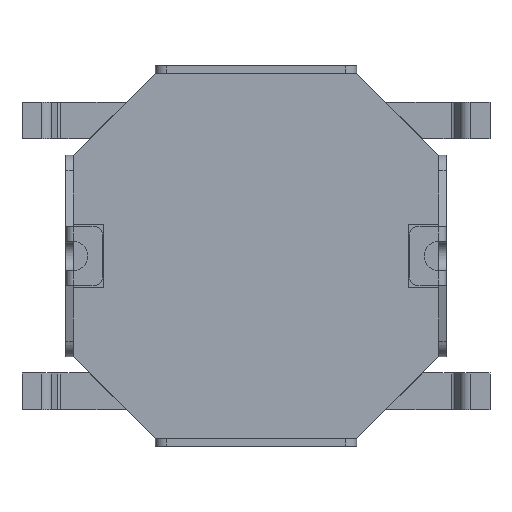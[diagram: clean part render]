
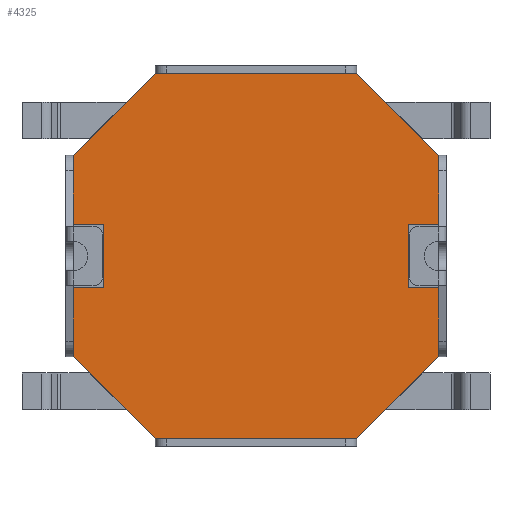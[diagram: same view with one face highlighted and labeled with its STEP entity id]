
A CAD part, front view. The second image highlights one B-rep face of the part: STEP entity #4325.
In plain terms, the highlighted planar face has unit normal (0, -1, 0).
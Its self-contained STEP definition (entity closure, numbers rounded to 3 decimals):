
#147 = VERTEX_POINT ( 'NONE', #4139 ) ;
#231 = ORIENTED_EDGE ( 'NONE', *, *, #1701, .T. ) ;
#233 = VERTEX_POINT ( 'NONE', #2060 ) ;
#274 = DIRECTION ( 'NONE',  ( -1., 0., 0. ) ) ;
#325 = VERTEX_POINT ( 'NONE', #5320 ) ;
#358 = CARTESIAN_POINT ( 'NONE',  ( 1.375, 0.05, 2.5 ) ) ;
#394 = ORIENTED_EDGE ( 'NONE', *, *, #6260, .T. ) ;
#410 = VECTOR ( 'NONE', #1462, 1000. ) ;
#489 = CARTESIAN_POINT ( 'NONE',  ( -1.375, 0.05, 2.5 ) ) ;
#490 = ORIENTED_EDGE ( 'NONE', *, *, #4285, .T. ) ;
#556 = EDGE_CURVE ( 'NONE', #4242, #3621, #4338, .T. ) ;
#692 = EDGE_CURVE ( 'NONE', #2515, #4242, #2789, .T. ) ;
#968 = DIRECTION ( 'NONE',  ( 0., 0., -1. ) ) ;
#1043 = FACE_OUTER_BOUND ( 'NONE', #2046, .T. ) ;
#1054 = DIRECTION ( 'NONE',  ( 0., 1., 0. ) ) ;
#1207 = VERTEX_POINT ( 'NONE', #2943 ) ;
#1305 = CARTESIAN_POINT ( 'NONE',  ( 1.375, 0.05, -2.5 ) ) ;
#1387 = LINE ( 'NONE', #1972, #2270 ) ;
#1462 = DIRECTION ( 'NONE',  ( 0., 0., -1. ) ) ;
#1473 = EDGE_CURVE ( 'NONE', #1207, #4371, #4159, .T. ) ;
#1524 = ORIENTED_EDGE ( 'NONE', *, *, #556, .T. ) ;
#1560 = VERTEX_POINT ( 'NONE', #4435 ) ;
#1603 = CARTESIAN_POINT ( 'NONE',  ( 2.079, 0.05, -0.432 ) ) ;
#1675 = LINE ( 'NONE', #358, #6596 ) ;
#1686 = VECTOR ( 'NONE', #5439, 1000. ) ;
#1691 = CARTESIAN_POINT ( 'NONE',  ( 2.5, 0.05, -0.432 ) ) ;
#1701 = EDGE_CURVE ( 'NONE', #325, #5154, #5898, .T. ) ;
#1763 = LINE ( 'NONE', #489, #6058 ) ;
#1884 = ORIENTED_EDGE ( 'NONE', *, *, #2720, .F. ) ;
#1909 = VECTOR ( 'NONE', #4209, 1000. ) ;
#1972 = CARTESIAN_POINT ( 'NONE',  ( -1.375, 0.05, -2.5 ) ) ;
#2003 = VECTOR ( 'NONE', #274, 1000. ) ;
#2015 = DIRECTION ( 'NONE',  ( -0.707, 0., 0.707 ) ) ;
#2046 = EDGE_LOOP ( 'NONE', ( #6655, #1524, #3353, #4321, #2627, #5995, #3327, #6518, #231, #5584, #4501, #1884, #3053, #394, #490, #2819 ) ) ;
#2060 = CARTESIAN_POINT ( 'NONE',  ( 1.375, 0.05, 2.5 ) ) ;
#2188 = VECTOR ( 'NONE', #3648, 1000. ) ;
#2270 = VECTOR ( 'NONE', #2015, 1000. ) ;
#2279 = DIRECTION ( 'NONE',  ( -1., 0., 0. ) ) ;
#2329 = VECTOR ( 'NONE', #968, 1000. ) ;
#2338 = CARTESIAN_POINT ( 'NONE',  ( 2.5, 0.05, 0.432 ) ) ;
#2353 = EDGE_CURVE ( 'NONE', #5154, #2754, #4476, .T. ) ;
#2386 = DIRECTION ( 'NONE',  ( 1., 0., 0. ) ) ;
#2419 = LINE ( 'NONE', #6130, #410 ) ;
#2472 = AXIS2_PLACEMENT_3D ( 'NONE', #6259, #1054, #6353 ) ;
#2515 = VERTEX_POINT ( 'NONE', #1603 ) ;
#2617 = LINE ( 'NONE', #4905, #4163 ) ;
#2618 = CARTESIAN_POINT ( 'NONE',  ( 2.5, 0.05, -1.375 ) ) ;
#2627 = ORIENTED_EDGE ( 'NONE', *, *, #4414, .F. ) ;
#2720 = EDGE_CURVE ( 'NONE', #1207, #1560, #1387, .T. ) ;
#2754 = VERTEX_POINT ( 'NONE', #4618 ) ;
#2789 = LINE ( 'NONE', #4420, #3769 ) ;
#2819 = ORIENTED_EDGE ( 'NONE', *, *, #3461, .F. ) ;
#2933 = DIRECTION ( 'NONE',  ( 0., 0., 1. ) ) ;
#2943 = CARTESIAN_POINT ( 'NONE',  ( -1.375, 0.05, -2.5 ) ) ;
#3002 = VERTEX_POINT ( 'NONE', #1691 ) ;
#3053 = ORIENTED_EDGE ( 'NONE', *, *, #1473, .T. ) ;
#3092 = CARTESIAN_POINT ( 'NONE',  ( -1.375, 0.05, 2.5 ) ) ;
#3098 = LINE ( 'NONE', #1305, #1686 ) ;
#3275 = VERTEX_POINT ( 'NONE', #4085 ) ;
#3327 = ORIENTED_EDGE ( 'NONE', *, *, #6544, .T. ) ;
#3329 = LINE ( 'NONE', #2618, #1909 ) ;
#3353 = ORIENTED_EDGE ( 'NONE', *, *, #6533, .F. ) ;
#3369 = CARTESIAN_POINT ( 'NONE',  ( 0., 0.05, 0.432 ) ) ;
#3461 = EDGE_CURVE ( 'NONE', #2515, #3002, #4936, .T. ) ;
#3581 = VECTOR ( 'NONE', #5874, 1000. ) ;
#3583 = CARTESIAN_POINT ( 'NONE',  ( -2.079, 0.05, 0. ) ) ;
#3594 = VECTOR ( 'NONE', #2279, 1000. ) ;
#3621 = VERTEX_POINT ( 'NONE', #2338 ) ;
#3648 = DIRECTION ( 'NONE',  ( 0., 0., -1. ) ) ;
#3730 = LINE ( 'NONE', #4570, #2329 ) ;
#3756 = CARTESIAN_POINT ( 'NONE',  ( 0., 0.05, 2.5 ) ) ;
#3769 = VECTOR ( 'NONE', #4908, 1000. ) ;
#3874 = CARTESIAN_POINT ( 'NONE',  ( -2.079, 0.05, -0.432 ) ) ;
#4085 = CARTESIAN_POINT ( 'NONE',  ( -2.5, 0.05, 1.375 ) ) ;
#4139 = CARTESIAN_POINT ( 'NONE',  ( 2.5, 0.05, -1.375 ) ) ;
#4141 = VERTEX_POINT ( 'NONE', #5589 ) ;
#4159 = LINE ( 'NONE', #6517, #5506 ) ;
#4163 = VECTOR ( 'NONE', #2933, 1000. ) ;
#4209 = DIRECTION ( 'NONE',  ( 0., 0., 1. ) ) ;
#4242 = VERTEX_POINT ( 'NONE', #5766 ) ;
#4279 = CARTESIAN_POINT ( 'NONE',  ( -2.5, 0.05, 0.432 ) ) ;
#4285 = EDGE_CURVE ( 'NONE', #147, #3002, #3329, .T. ) ;
#4294 = CARTESIAN_POINT ( 'NONE',  ( 0., 0.05, -0.432 ) ) ;
#4321 = ORIENTED_EDGE ( 'NONE', *, *, #4621, .F. ) ;
#4325 = ADVANCED_FACE ( 'NONE', ( #1043 ), #5743, .F. ) ;
#4338 = LINE ( 'NONE', #5052, #4813 ) ;
#4371 = VERTEX_POINT ( 'NONE', #4830 ) ;
#4382 = VERTEX_POINT ( 'NONE', #4279 ) ;
#4414 = EDGE_CURVE ( 'NONE', #6485, #233, #5799, .T. ) ;
#4420 = CARTESIAN_POINT ( 'NONE',  ( 2.079, 0.05, 0. ) ) ;
#4435 = CARTESIAN_POINT ( 'NONE',  ( -2.5, 0.05, -1.375 ) ) ;
#4448 = VECTOR ( 'NONE', #5297, 1000. ) ;
#4476 = LINE ( 'NONE', #4294, #3594 ) ;
#4501 = ORIENTED_EDGE ( 'NONE', *, *, #5102, .F. ) ;
#4570 = CARTESIAN_POINT ( 'NONE',  ( -2.5, 0.05, 1.375 ) ) ;
#4618 = CARTESIAN_POINT ( 'NONE',  ( -2.5, 0.05, -0.432 ) ) ;
#4621 = EDGE_CURVE ( 'NONE', #233, #4141, #1675, .T. ) ;
#4813 = VECTOR ( 'NONE', #5613, 1000. ) ;
#4830 = CARTESIAN_POINT ( 'NONE',  ( 1.375, 0.05, -2.5 ) ) ;
#4905 = CARTESIAN_POINT ( 'NONE',  ( -2.5, 0.05, -1.375 ) ) ;
#4908 = DIRECTION ( 'NONE',  ( 0., 0., 1. ) ) ;
#4936 = LINE ( 'NONE', #6415, #3581 ) ;
#5052 = CARTESIAN_POINT ( 'NONE',  ( 0., 0.05, 0.432 ) ) ;
#5102 = EDGE_CURVE ( 'NONE', #1560, #2754, #2617, .T. ) ;
#5154 = VERTEX_POINT ( 'NONE', #3874 ) ;
#5297 = DIRECTION ( 'NONE',  ( 1., 0., 0. ) ) ;
#5320 = CARTESIAN_POINT ( 'NONE',  ( -2.079, 0.05, 0.432 ) ) ;
#5357 = EDGE_CURVE ( 'NONE', #6485, #3275, #1763, .T. ) ;
#5439 = DIRECTION ( 'NONE',  ( 0.707, 0., 0.707 ) ) ;
#5506 = VECTOR ( 'NONE', #2386, 1000. ) ;
#5553 = DIRECTION ( 'NONE',  ( 0.707, 0., -0.707 ) ) ;
#5584 = ORIENTED_EDGE ( 'NONE', *, *, #2353, .T. ) ;
#5589 = CARTESIAN_POINT ( 'NONE',  ( 2.5, 0.05, 1.375 ) ) ;
#5613 = DIRECTION ( 'NONE',  ( 1., 0., 0. ) ) ;
#5642 = DIRECTION ( 'NONE',  ( -0.707, 0., -0.707 ) ) ;
#5743 = PLANE ( 'NONE',  #2472 ) ;
#5766 = CARTESIAN_POINT ( 'NONE',  ( 2.079, 0.05, 0.432 ) ) ;
#5799 = LINE ( 'NONE', #3756, #4448 ) ;
#5874 = DIRECTION ( 'NONE',  ( 1., 0., 0. ) ) ;
#5898 = LINE ( 'NONE', #3583, #2188 ) ;
#5995 = ORIENTED_EDGE ( 'NONE', *, *, #5357, .T. ) ;
#6058 = VECTOR ( 'NONE', #5642, 1000. ) ;
#6130 = CARTESIAN_POINT ( 'NONE',  ( 2.5, 0.05, 1.375 ) ) ;
#6259 = CARTESIAN_POINT ( 'NONE',  ( 0., 0.05, 0. ) ) ;
#6260 = EDGE_CURVE ( 'NONE', #4371, #147, #3098, .T. ) ;
#6267 = EDGE_CURVE ( 'NONE', #325, #4382, #6440, .T. ) ;
#6353 = DIRECTION ( 'NONE',  ( 0., 0., -1. ) ) ;
#6415 = CARTESIAN_POINT ( 'NONE',  ( 0., 0.05, -0.432 ) ) ;
#6440 = LINE ( 'NONE', #3369, #2003 ) ;
#6485 = VERTEX_POINT ( 'NONE', #3092 ) ;
#6517 = CARTESIAN_POINT ( 'NONE',  ( 0., 0.05, -2.5 ) ) ;
#6518 = ORIENTED_EDGE ( 'NONE', *, *, #6267, .F. ) ;
#6533 = EDGE_CURVE ( 'NONE', #4141, #3621, #2419, .T. ) ;
#6544 = EDGE_CURVE ( 'NONE', #3275, #4382, #3730, .T. ) ;
#6596 = VECTOR ( 'NONE', #5553, 1000. ) ;
#6655 = ORIENTED_EDGE ( 'NONE', *, *, #692, .T. ) ;
